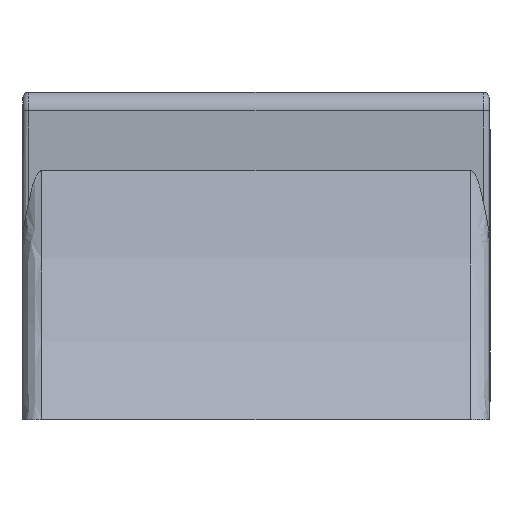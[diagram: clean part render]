
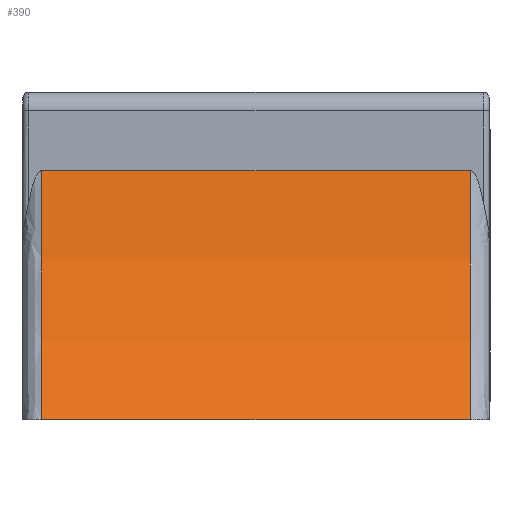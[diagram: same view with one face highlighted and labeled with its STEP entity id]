
A CAD part, front view. The second image highlights one B-rep face of the part: STEP entity #390.
In plain terms, the highlighted free-form (B-spline) face has degree [2, 1] with [3, 2] control points.
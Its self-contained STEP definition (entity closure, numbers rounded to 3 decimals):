
#7 = ORIENTED_EDGE ( 'NONE', *, *, #1311, .F. ) ;
#42 = ORIENTED_EDGE ( 'NONE', *, *, #1568, .T. ) ;
#150 = CARTESIAN_POINT ( 'NONE',  ( -0.229, -0.5, 0.266 ) ) ;
#162 = CARTESIAN_POINT ( 'NONE',  ( 0.229, -0.521, 0.121 ) ) ;
#165 = VERTEX_POINT ( 'NONE', #816 ) ;
#185 = CARTESIAN_POINT ( 'NONE',  ( -0.229, -0.536, 0.127 ) ) ;
#269 = VECTOR ( 'NONE', #1041, 1000. ) ;
#344 = CARTESIAN_POINT ( 'NONE',  ( 0.229, -0.6, 0. ) ) ;
#358 = CARTESIAN_POINT ( 'NONE',  ( -0.229, -0.576, 0.039 ) ) ;
#360 = FACE_OUTER_BOUND ( 'NONE', #1147, .T. ) ;
#366 = CARTESIAN_POINT ( 'NONE',  ( -0.229, -0.6, 0. ) ) ;
#368 = CARTESIAN_POINT ( 'NONE',  ( -0.229, -0.503, 0.245 ) ) ;
#390 = ADVANCED_FACE ( 'NONE', ( #360 ), #1948, .T. ) ;
#449 = CARTESIAN_POINT ( 'NONE',  ( -0.249, -0.5, 0.266 ) ) ;
#560 = CARTESIAN_POINT ( 'NONE',  ( -0.229, -0.502, 0.255 ) ) ;
#603 = CARTESIAN_POINT ( 'NONE',  ( -0.229, -0.5, 0.266 ) ) ;
#700 = CARTESIAN_POINT ( 'NONE',  ( 0.229, -0.5, 0.266 ) ) ;
#735 = CARTESIAN_POINT ( 'NONE',  ( 0.229, -0.52, 0.173 ) ) ;
#747 = CARTESIAN_POINT ( 'NONE',  ( -0.229, -0.513, 0.198 ) ) ;
#751 = CARTESIAN_POINT ( 'NONE',  ( 0.229, -0.5, 0.266 ) ) ;
#786 = VERTEX_POINT ( 'NONE', #2017 ) ;
#816 = CARTESIAN_POINT ( 'NONE',  ( 0.229, -0.5, 0.266 ) ) ;
#908 = CARTESIAN_POINT ( 'NONE',  ( 0.229, -0.549, 0.092 ) ) ;
#942 = CARTESIAN_POINT ( 'NONE',  ( -0.229, -0.544, 0.104 ) ) ;
#953 = CARTESIAN_POINT ( 'NONE',  ( -0.229, -0.587, 0.019 ) ) ;
#1008 = CARTESIAN_POINT ( 'NONE',  ( -0.229, -0.6, 0. ) ) ;
#1041 = DIRECTION ( 'NONE',  ( 1., 0., 0. ) ) ;
#1052 = EDGE_CURVE ( 'NONE', #2255, #2316, #1550, .T. ) ;
#1132 = CARTESIAN_POINT ( 'NONE',  ( 0.229, -0.594, 0.009 ) ) ;
#1140 = CARTESIAN_POINT ( 'NONE',  ( 0.229, -0.514, 0.197 ) ) ;
#1147 = EDGE_LOOP ( 'NONE', ( #7, #1533, #1966, #42 ) ) ;
#1194 = CARTESIAN_POINT ( 'NONE',  ( -0.229, -0.565, 0.06 ) ) ;
#1269 = DIRECTION ( 'NONE',  ( 1., 0., 0. ) ) ;
#1299 = CARTESIAN_POINT ( 'NONE',  ( 0.229, -0.6, 0. ) ) ;
#1311 = EDGE_CURVE ( 'NONE', #2255, #165, #1414, .T. ) ;
#1359 = CARTESIAN_POINT ( 'NONE',  ( 0.229, -0.589, 0.018 ) ) ;
#1365 = CARTESIAN_POINT ( 'NONE',  ( -0.229, -0.5, 0.266 ) ) ;
#1396 = CARTESIAN_POINT ( 'NONE',  ( -0.229, -0.554, 0.082 ) ) ;
#1398 = EDGE_CURVE ( 'NONE', #2316, #786, #2093, .T. ) ;
#1406 = VECTOR ( 'NONE', #1269, 1000. ) ;
#1414 = LINE ( 'NONE', #449, #269 ) ;
#1514 = CARTESIAN_POINT ( 'NONE',  ( -0.249, -0.6, 0. ) ) ;
#1533 = ORIENTED_EDGE ( 'NONE', *, *, #1052, .T. ) ;
#1550 = B_SPLINE_CURVE_WITH_KNOTS ( 'NONE', 3,
 ( #2160, #1365, #150, #1957, #560, #368, #1964, #747, #2180, #185, #942, #1396, #1194, #358, #953, #1587 ),
 .UNSPECIFIED., .F., .F.,
 ( 4, 3, 3, 3, 3, 4 ),
 ( 0., 0., 0., 0., 0., 0. ),
 .UNSPECIFIED. ) ;
#1568 = EDGE_CURVE ( 'NONE', #786, #165, #1642, .T. ) ;
#1586 = CARTESIAN_POINT ( 'NONE',  ( -0.229, -0.521, 0.121 ) ) ;
#1587 = CARTESIAN_POINT ( 'NONE',  ( -0.229, -0.6, 0. ) ) ;
#1642 = B_SPLINE_CURVE_WITH_KNOTS ( 'NONE', 3,
 ( #2104, #1299, #1925, #1950, #1132, #1359, #1919, #1742, #908, #2545, #1729, #735, #1140, #2518, #2147, #700 ),
 .UNSPECIFIED., .F., .F.,
 ( 4, 3, 3, 3, 3, 4 ),
 ( 0., 0., 0., 0., 0., 0. ),
 .UNSPECIFIED. ) ;
#1729 = CARTESIAN_POINT ( 'NONE',  ( 0.229, -0.527, 0.15 ) ) ;
#1742 = CARTESIAN_POINT ( 'NONE',  ( 0.229, -0.565, 0.059 ) ) ;
#1919 = CARTESIAN_POINT ( 'NONE',  ( 0.229, -0.583, 0.027 ) ) ;
#1925 = CARTESIAN_POINT ( 'NONE',  ( 0.229, -0.6, 0. ) ) ;
#1948 = B_SPLINE_SURFACE_WITH_KNOTS ( 'NONE', 2, 1, ( 
 ( #2168, #751 ),
 ( #1586, #162 ),
 ( #366, #344 ) ),
 .UNSPECIFIED., .F., .F., .F.,
 ( 3, 3 ),
 ( 2, 2 ),
 ( 0., 1. ),
 ( 0., 1. ),
 .UNSPECIFIED. ) ;
#1950 = CARTESIAN_POINT ( 'NONE',  ( 0.229, -0.6, 0. ) ) ;
#1957 = CARTESIAN_POINT ( 'NONE',  ( -0.229, -0.5, 0.266 ) ) ;
#1964 = CARTESIAN_POINT ( 'NONE',  ( -0.229, -0.506, 0.234 ) ) ;
#1966 = ORIENTED_EDGE ( 'NONE', *, *, #1398, .T. ) ;
#2017 = CARTESIAN_POINT ( 'NONE',  ( 0.229, -0.6, 0. ) ) ;
#2093 = LINE ( 'NONE', #1514, #1406 ) ;
#2104 = CARTESIAN_POINT ( 'NONE',  ( 0.229, -0.6, 0. ) ) ;
#2147 = CARTESIAN_POINT ( 'NONE',  ( 0.229, -0.503, 0.243 ) ) ;
#2160 = CARTESIAN_POINT ( 'NONE',  ( -0.229, -0.5, 0.266 ) ) ;
#2168 = CARTESIAN_POINT ( 'NONE',  ( -0.229, -0.5, 0.266 ) ) ;
#2180 = CARTESIAN_POINT ( 'NONE',  ( -0.229, -0.523, 0.162 ) ) ;
#2255 = VERTEX_POINT ( 'NONE', #603 ) ;
#2316 = VERTEX_POINT ( 'NONE', #1008 ) ;
#2518 = CARTESIAN_POINT ( 'NONE',  ( 0.229, -0.508, 0.22 ) ) ;
#2545 = CARTESIAN_POINT ( 'NONE',  ( 0.229, -0.536, 0.127 ) ) ;
